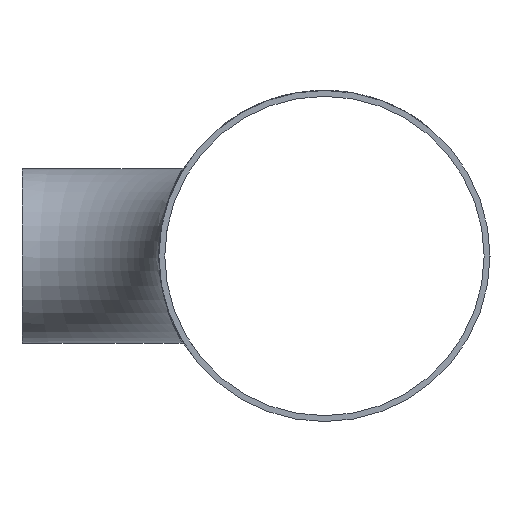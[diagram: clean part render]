
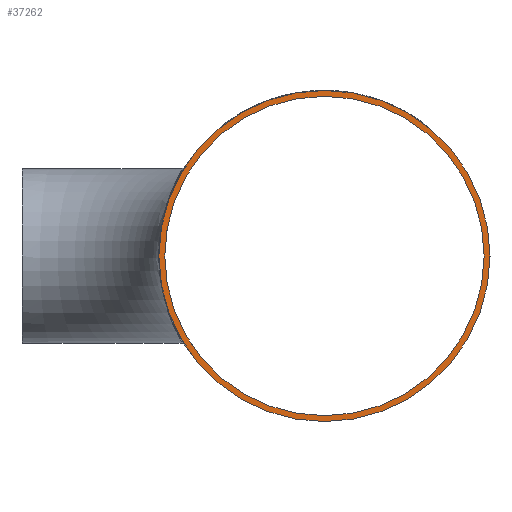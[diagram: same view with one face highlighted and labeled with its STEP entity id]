
A CAD part, left-side view. The second image highlights one B-rep face of the part: STEP entity #37262.
In plain terms, the highlighted planar face has unit normal (-1, 0, 0).
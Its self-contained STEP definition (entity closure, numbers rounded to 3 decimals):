
#2848 = CARTESIAN_POINT ( 'NONE',  ( -229., -153.7, 0. ) ) ;
#6560 = AXIS2_PLACEMENT_3D ( 'NONE', #2848, #6840, #21203 ) ;
#6840 = DIRECTION ( 'NONE',  ( 1., 0., 0. ) ) ;
#7078 = PLANE ( 'NONE',  #6560 ) ;
#8425 = ORIENTED_EDGE ( 'NONE', *, *, #35536, .F. ) ;
#11013 = ORIENTED_EDGE ( 'NONE', *, *, #32038, .T. ) ;
#11516 = CARTESIAN_POINT ( 'NONE',  ( -229., -153.7, 0. ) ) ;
#11741 = CIRCLE ( 'NONE', #29805, 84.15 ) ;
#19614 = CARTESIAN_POINT ( 'NONE',  ( -229., -153.7, 0. ) ) ;
#21203 = DIRECTION ( 'NONE',  ( 0., 0., -1. ) ) ;
#27849 = DIRECTION ( 'NONE',  ( 0., 0., -1. ) ) ;
#27964 = CARTESIAN_POINT ( 'NONE',  ( -229., -153.7, -84.15 ) ) ;
#28175 = AXIS2_PLACEMENT_3D ( 'NONE', #19614, #41813, #27849 ) ;
#28722 = DIRECTION ( 'NONE',  ( 1., 0., 0. ) ) ;
#29805 = AXIS2_PLACEMENT_3D ( 'NONE', #11516, #28722, #43392 ) ;
#30318 = EDGE_LOOP ( 'NONE', ( #11013 ) ) ;
#30577 = CARTESIAN_POINT ( 'NONE',  ( -229., -153.7, -81.15 ) ) ;
#32038 = EDGE_CURVE ( 'NONE', #41459, #41459, #32774, .T. ) ;
#32774 = CIRCLE ( 'NONE', #28175, 81.15 ) ;
#35536 = EDGE_CURVE ( 'NONE', #38137, #38137, #11741, .T. ) ;
#37262 = ADVANCED_FACE ( 'NONE', ( #39162, #39398 ), #7078, .F. ) ;
#38137 = VERTEX_POINT ( 'NONE', #27964 ) ;
#39162 = FACE_BOUND ( 'NONE', #30318, .T. ) ;
#39398 = FACE_OUTER_BOUND ( 'NONE', #41238, .T. ) ;
#41238 = EDGE_LOOP ( 'NONE', ( #8425 ) ) ;
#41459 = VERTEX_POINT ( 'NONE', #30577 ) ;
#41813 = DIRECTION ( 'NONE',  ( 1., 0., 0. ) ) ;
#43392 = DIRECTION ( 'NONE',  ( 0., 0., -1. ) ) ;
